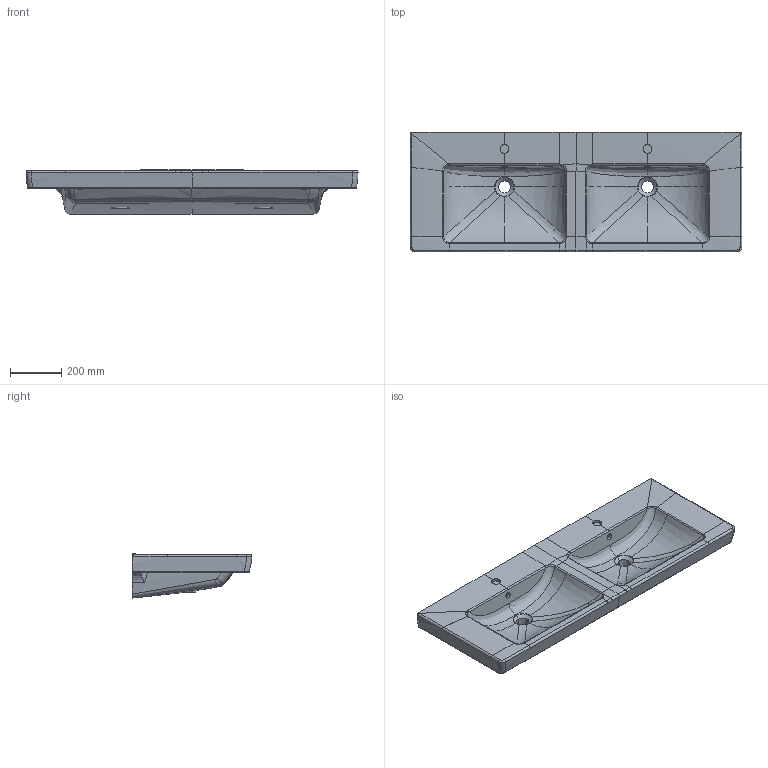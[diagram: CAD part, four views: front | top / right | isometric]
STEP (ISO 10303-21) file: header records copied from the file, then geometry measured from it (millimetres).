
FILE_DESCRIPTION(/* description */ (''),/* implementation_level */ '2;1');
FILE_NAME(/* name */ '7175D0_Subway2.0_DSWT130.stp',/* time_stamp */ '2018-11-08T09:33:35+01:00',/* author */ (''),/* organization */ (''),/* preprocessor_version */ 'ST-DEVELOPER v16',/* originating_system */ 'SIEMENS PLM Software NX 10.0',/* authorisation */ '');
FILE_SCHEMA (('AUTOMOTIVE_DESIGN { 1 0 10303 214 3 1 1 1 }'));
Length unit declared in the file: millimetre
Products named in the file (1): Sier177CB10Fv1ow
Bounding box: 1299.88 x 469.8 x 173.01 mm (x, y, z)
Volume: 49289057.4 mm3; surface area: 1763377.9 mm2
Topology: 1 solids, 1 shells, 240 faces, 612 edges, 372 vertices
Faces by surface type: bspline 210, extrusion 14, plane 12, cylinder 4
Full cylindrical faces by diameter (mm): 24 x2
Entity records: 26956 total; most frequent: CARTESIAN_POINT 23137, ORIENTED_EDGE 1212, EDGE_CURVE 606, B_SPLINE_CURVE_WITH_KNOTS 406, VERTEX_POINT 370, EDGE_LOOP 246, ADVANCED_FACE 240, FACE_OUTER_BOUND 234
